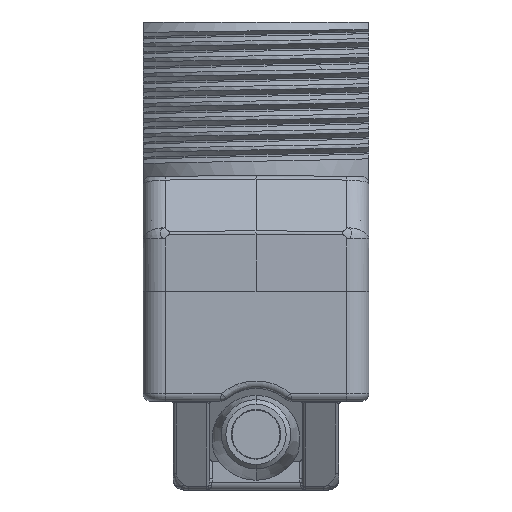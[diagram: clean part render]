
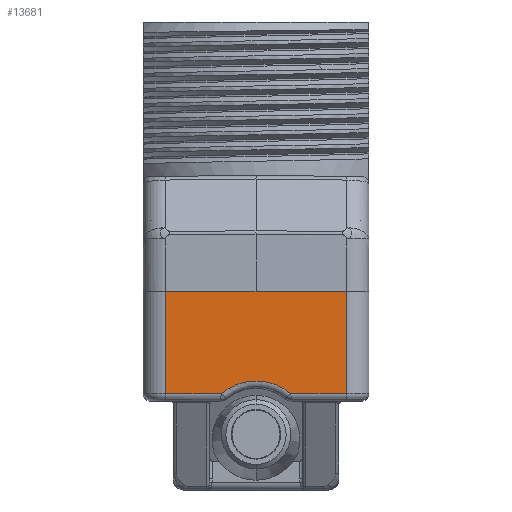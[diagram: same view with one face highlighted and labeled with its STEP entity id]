
A CAD part, front view. The second image highlights one B-rep face of the part: STEP entity #13681.
In plain terms, the highlighted planar face has unit normal (0, -1, 0).
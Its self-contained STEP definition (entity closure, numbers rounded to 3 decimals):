
#4655=CARTESIAN_POINT('',(-2.305,-17.25,
-6.8));
#4681=CARTESIAN_POINT('',(0.,-17.25,-9.5));
#4682=DIRECTION('',(0.,1.,0.));
#4683=DIRECTION('',(-0.649,0.,0.761));
#4684=AXIS2_PLACEMENT_3D('',#4681,#4682,#4683);
#4686=CARTESIAN_POINT('',(2.305,-17.25,
-6.8));
#4714=DIRECTION('',(-1.,0.,0.));
#4715=VECTOR('',#4714,3.695);
#4716=CARTESIAN_POINT('',(6.,-17.25,-6.8));
#4717=LINE('',#4716,#4715);
#4727=DIRECTION('',(1.,0.,0.));
#4728=VECTOR('',#4727,6.);
#4729=CARTESIAN_POINT('',(-6.,-17.25,0.));
#4730=LINE('',#4729,#4728);
#4731=DIRECTION('',(1.,0.,0.));
#4732=VECTOR('',#4731,6.);
#4733=CARTESIAN_POINT('',(0.,-17.25,0.));
#4734=LINE('',#4733,#4732);
#4962=DIRECTION('',(0.,0.,1.));
#4963=VECTOR('',#4962,6.8);
#4964=CARTESIAN_POINT('',(6.,-17.25,-6.8));
#4965=LINE('',#4964,#4963);
#6250=DIRECTION('',(-1.,0.,0.));
#6251=VECTOR('',#6250,3.695);
#6252=CARTESIAN_POINT('',(-2.305,-17.25,
-6.8));
#6253=LINE('',#6252,#6251);
#6287=DIRECTION('',(0.,0.,-1.));
#6288=VECTOR('',#6287,6.8);
#6289=CARTESIAN_POINT('',(-6.,-17.25,0.));
#6290=LINE('',#6289,#6288);
#7587=CARTESIAN_POINT('',(6.,-17.25,-6.8));
#7588=VERTEX_POINT('',#7587);
#7605=CARTESIAN_POINT('',(-6.,-17.25,-6.8));
#7606=VERTEX_POINT('',#7605);
#7611=CARTESIAN_POINT('',(-6.,-17.25,0.));
#7612=VERTEX_POINT('',#7611);
#7613=CARTESIAN_POINT('',(6.,-17.25,0.));
#7614=VERTEX_POINT('',#7613);
#7615=VERTEX_POINT('',#4686);
#7619=VERTEX_POINT('',#4655);
#7663=CARTESIAN_POINT('',(0.,-17.25,0.));
#7665=VERTEX_POINT('',#7663);
#13663=CARTESIAN_POINT('',(0.,-17.25,0.));
#13664=DIRECTION('',(0.,1.,0.));
#13665=DIRECTION('',(1.,0.,0.));
#13666=AXIS2_PLACEMENT_3D('',#13663,#13664,#13665);
#13667=PLANE('',#13666);
#13668=ORIENTED_EDGE('',*,*,#8032,.T.);
#13670=ORIENTED_EDGE('',*,*,#13669,.T.);
#13672=ORIENTED_EDGE('',*,*,#13671,.F.);
#13673=ORIENTED_EDGE('',*,*,#13654,.T.);
#13674=ORIENTED_EDGE('',*,*,#13594,.F.);
#13676=ORIENTED_EDGE('',*,*,#13675,.T.);
#13678=ORIENTED_EDGE('',*,*,#13677,.F.);
#13679=EDGE_LOOP('',(#13668,#13670,#13672,#13673,#13674,#13676,#13678));
#13680=FACE_OUTER_BOUND('',#13679,.F.);
#13681=ADVANCED_FACE('',(#13680),#13667,.F.);
#4685=CIRCLE('',#4684,3.55);
#8032=EDGE_CURVE('',#7612,#7665,#4730,.T.);
#13594=EDGE_CURVE('',#7619,#7615,#4685,.T.);
#13654=EDGE_CURVE('',#7588,#7615,#4717,.T.);
#13669=EDGE_CURVE('',#7665,#7614,#4734,.T.);
#13671=EDGE_CURVE('',#7588,#7614,#4965,.T.);
#13675=EDGE_CURVE('',#7619,#7606,#6253,.T.);
#13677=EDGE_CURVE('',#7612,#7606,#6290,.T.);
